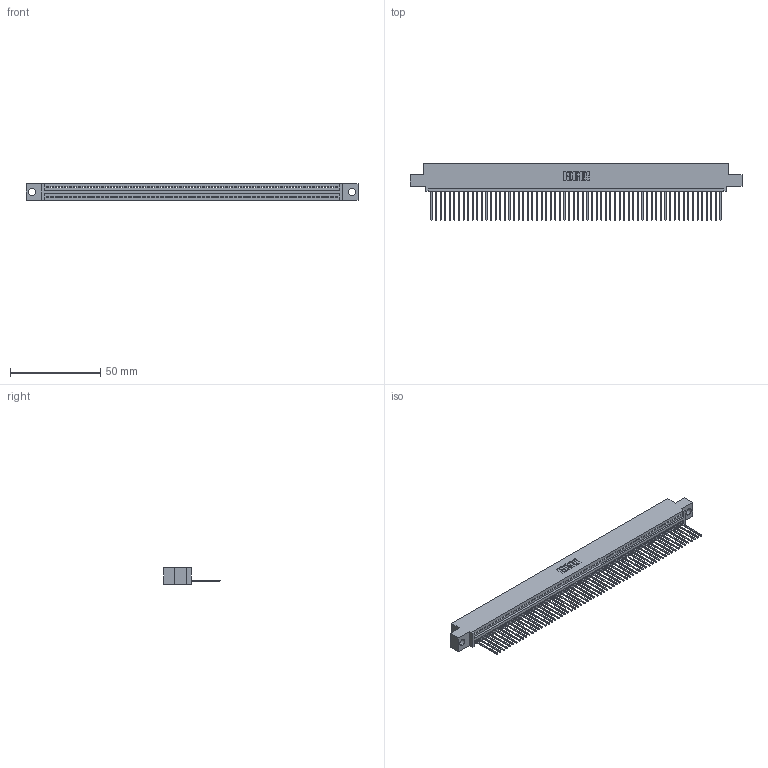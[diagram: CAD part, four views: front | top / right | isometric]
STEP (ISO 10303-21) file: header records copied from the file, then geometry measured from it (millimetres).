
FILE_DESCRIPTION (( 'STEP AP203' ), '1' );
FILE_NAME ('345-064-542-404.STEP', '2019-10-11T15:33:54', ( '' ), ( '' ), 'SwSTEP 2.0', 'SolidWorks 2016', '' );
FILE_SCHEMA (( 'CONFIG_CONTROL_DESIGN' ));
Length unit declared in the file: inch
Products named in the file (3): 345-292-001_345-293-142; 345-064-542-404; 345 Part_0.110 Offset - 0.156 Dia-TH
Assembly tree (65 placements, depth 2):
  345-064-542-404
    345 Part_0.110 Offset - 0.156 Dia-TH
    345-292-001_345-293-142  x64
Bounding box: 183.77 x 31.29 x 9.4 mm (x, y, z)
Volume: 17615.9 mm3; surface area: 24500.2 mm2
Topology: 65 solids, 65 shells, 3842 faces, 11617 edges, 7658 vertices
Faces by surface type: plane 2644, cylinder 1198
Entity records: 45359 total; most frequent: CARTESIAN_POINT 7864, ORIENTED_EDGE 7862, DIRECTION 6835, EDGE_CURVE 3931, VECTOR 3543, LINE 3543, VERTEX_POINT 2618, AXIS2_PLACEMENT_3D 1646
